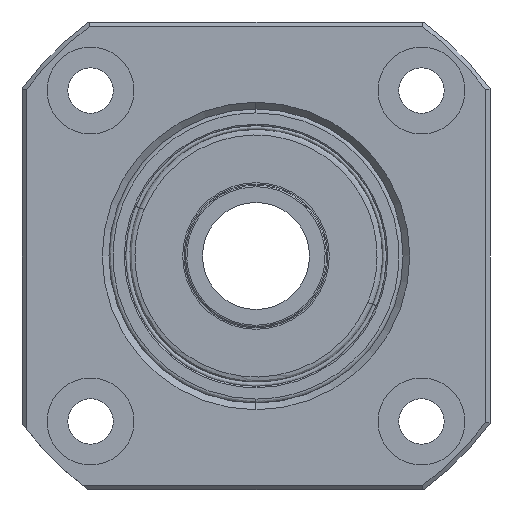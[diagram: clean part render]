
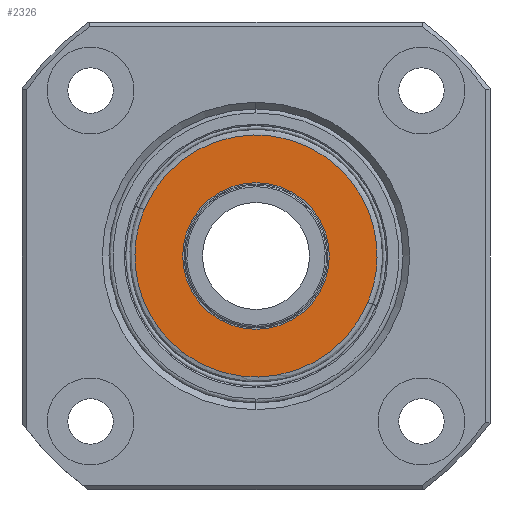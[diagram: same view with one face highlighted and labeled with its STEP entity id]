
A CAD part, left-side view. The second image highlights one B-rep face of the part: STEP entity #2326.
In plain terms, the highlighted planar face has unit normal (-1, 0, 0).
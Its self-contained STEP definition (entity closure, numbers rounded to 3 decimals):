
#151 = AXIS2_PLACEMENT_3D ( 'NONE', #3182, #3151, #3133 ) ;
#255 = DIRECTION ( 'NONE',  ( -1., 0., 0. ) ) ;
#300 = DIRECTION ( 'NONE',  ( 0., 0., -1. ) ) ;
#374 = VERTEX_POINT ( 'NONE', #909 ) ;
#408 = CARTESIAN_POINT ( 'NONE',  ( 2.6, 0., 0. ) ) ;
#546 = EDGE_LOOP ( 'NONE', ( #3786, #5047 ) ) ;
#548 = ORIENTED_EDGE ( 'NONE', *, *, #4781, .F. ) ;
#874 = CARTESIAN_POINT ( 'NONE',  ( 2.6, -8.366, -3.457 ) ) ;
#901 = ORIENTED_EDGE ( 'NONE', *, *, #6066, .F. ) ;
#909 = CARTESIAN_POINT ( 'NONE',  ( 2.6, 0., -5.485 ) ) ;
#1068 = DIRECTION ( 'NONE',  ( 0., 1., 0. ) ) ;
#1069 = DIRECTION ( 'NONE',  ( 1., 0., 0. ) ) ;
#1099 = CARTESIAN_POINT ( 'NONE',  ( 2.6, 2.094, -5.069 ) ) ;
#1111 = PLANE ( 'NONE',  #5462 ) ;
#1164 = VERTEX_POINT ( 'NONE', #3063 ) ;
#1279 = EDGE_LOOP ( 'NONE', ( #548, #901 ) ) ;
#1539 = CIRCLE ( 'NONE', #151, 5.485 ) ;
#1550 = VERTEX_POINT ( 'NONE', #874 ) ;
#2326 = ADVANCED_FACE ( 'NONE', ( #5069, #5050 ), #1111, .F. ) ;
#2570 = CARTESIAN_POINT ( 'NONE',  ( 2.6, 0., 5.485 ) ) ;
#2804 = CIRCLE ( 'NONE', #3319, 5.485 ) ;
#3063 = CARTESIAN_POINT ( 'NONE',  ( 2.6, 8.366, 3.457 ) ) ;
#3133 = DIRECTION ( 'NONE',  ( 0., 0., -1. ) ) ;
#3151 = DIRECTION ( 'NONE',  ( -1., 0., 0. ) ) ;
#3182 = CARTESIAN_POINT ( 'NONE',  ( 2.6, 0., 0. ) ) ;
#3319 = AXIS2_PLACEMENT_3D ( 'NONE', #408, #255, #300 ) ;
#3678 = EDGE_CURVE ( 'NONE', #1164, #1550, #4297, .T. ) ;
#3786 = ORIENTED_EDGE ( 'NONE', *, *, #3678, .F. ) ;
#4297 =( BOUNDED_CURVE ( )  B_SPLINE_CURVE ( 3, ( #5021, #5064, #5044, #5043 ),
 .UNSPECIFIED., .F., .T. ) 
 B_SPLINE_CURVE_WITH_KNOTS ( ( 4, 4 ),
 ( 0., 1. ),
 .UNSPECIFIED. ) 
 CURVE ( )  GEOMETRIC_REPRESENTATION_ITEM ( )  RATIONAL_B_SPLINE_CURVE ( ( 1., 0.333, 0.333, 1. ) ) 
 REPRESENTATION_ITEM ( '' )  );
#4781 = EDGE_CURVE ( 'NONE', #374, #6443, #2804, .T. ) ;
#5021 = CARTESIAN_POINT ( 'NONE',  ( 2.6, 8.366, 3.457 ) ) ;
#5043 = CARTESIAN_POINT ( 'NONE',  ( 2.6, -8.366, -3.457 ) ) ;
#5044 = CARTESIAN_POINT ( 'NONE',  ( 2.6, -15.28, 13.276 ) ) ;
#5047 = ORIENTED_EDGE ( 'NONE', *, *, #5982, .F. ) ;
#5050 = FACE_OUTER_BOUND ( 'NONE', #546, .T. ) ;
#5064 = CARTESIAN_POINT ( 'NONE',  ( 2.6, 1.453, 20.189 ) ) ;
#5069 = FACE_BOUND ( 'NONE', #1279, .T. ) ;
#5097 = CARTESIAN_POINT ( 'NONE',  ( 2.6, 8.366, 3.457 ) ) ;
#5105 = CARTESIAN_POINT ( 'NONE',  ( 2.6, 15.28, -13.276 ) ) ;
#5118 = CARTESIAN_POINT ( 'NONE',  ( 2.6, -1.453, -20.189 ) ) ;
#5291 = CARTESIAN_POINT ( 'NONE',  ( 2.6, -8.366, -3.457 ) ) ;
#5462 = AXIS2_PLACEMENT_3D ( 'NONE', #1099, #1069, #1068 ) ;
#5982 = EDGE_CURVE ( 'NONE', #1550, #1164, #6170, .T. ) ;
#6066 = EDGE_CURVE ( 'NONE', #6443, #374, #1539, .T. ) ;
#6170 =( BOUNDED_CURVE ( )  B_SPLINE_CURVE ( 3, ( #5291, #5118, #5105, #5097 ),
 .UNSPECIFIED., .F., .F. ) 
 B_SPLINE_CURVE_WITH_KNOTS ( ( 4, 4 ),
 ( 0., 1. ),
 .UNSPECIFIED. ) 
 CURVE ( )  GEOMETRIC_REPRESENTATION_ITEM ( )  RATIONAL_B_SPLINE_CURVE ( ( 1., 0.333, 0.333, 1. ) ) 
 REPRESENTATION_ITEM ( '' )  );
#6443 = VERTEX_POINT ( 'NONE', #2570 ) ;
